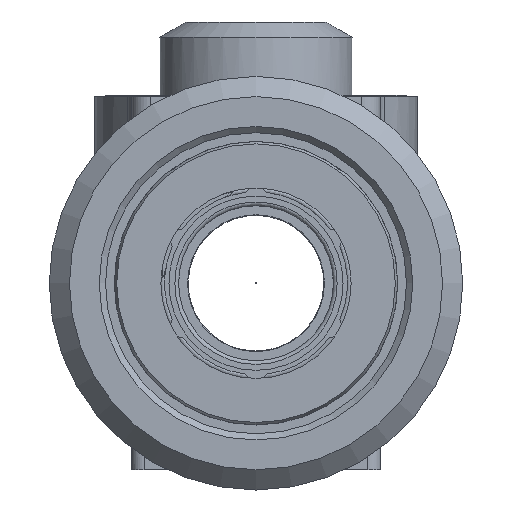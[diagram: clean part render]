
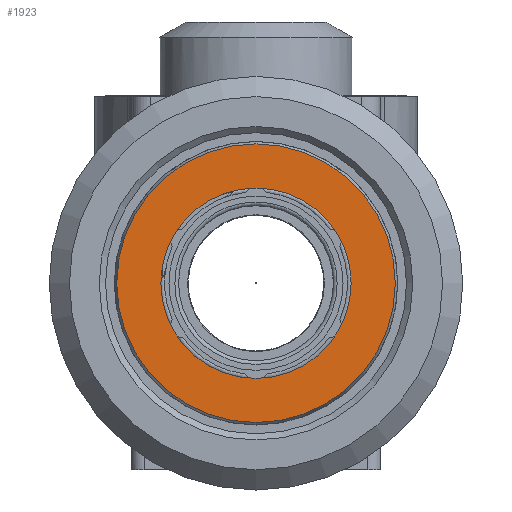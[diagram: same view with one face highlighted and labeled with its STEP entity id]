
A CAD part, front view. The second image highlights one B-rep face of the part: STEP entity #1923.
In plain terms, the highlighted face is planar.
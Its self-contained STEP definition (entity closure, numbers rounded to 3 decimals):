
#1923 = ADVANCED_FACE( '', ( #4030, #4031 ), #4032, .T. );
#4030 = FACE_BOUND( '', #12046, .T. );
#4031 = FACE_OUTER_BOUND( '', #12047, .T. );
#4032 = PLANE( '', #12048 );
#12046 = EDGE_LOOP( '', ( #16551 ) );
#12047 = EDGE_LOOP( '', ( #16552 ) );
#12048 = AXIS2_PLACEMENT_3D( '', #16553, #16554, #16555 );
#16551 = ORIENTED_EDGE( '', *, *, #19502, .F. );
#16552 = ORIENTED_EDGE( '', *, *, #19272, .T. );
#16553 = CARTESIAN_POINT( '', ( 11.334, -11.334, 0. ) );
#16554 = DIRECTION( '', ( 0., 0., -1. ) );
#16555 = DIRECTION( '', ( -1., 0., 0. ) );
#19272 = EDGE_CURVE( '', #21662, #21662, #21663, .F. );
#19502 = EDGE_CURVE( '', #21947, #21947, #21948, .F. );
#21662 = VERTEX_POINT( '', #26735 );
#21663 = CIRCLE( '', #26736, 11.2 );
#21947 = VERTEX_POINT( '', #27316 );
#21948 = CIRCLE( '', #27317, 7.65 );
#26735 = CARTESIAN_POINT( '', ( 11.2, 0., 0. ) );
#26736 = AXIS2_PLACEMENT_3D( '', #28858, #28859, #28860 );
#27316 = CARTESIAN_POINT( '', ( 0., -7.65, 0. ) );
#27317 = AXIS2_PLACEMENT_3D( '', #29047, #29048, #29049 );
#28858 = CARTESIAN_POINT( '', ( 0., 0., 0. ) );
#28859 = DIRECTION( '', ( 0., 0., 1. ) );
#28860 = DIRECTION( '', ( 0., -1., 0. ) );
#29047 = CARTESIAN_POINT( '', ( 0., 0., 0. ) );
#29048 = DIRECTION( '', ( 0., 0., 1. ) );
#29049 = DIRECTION( '', ( 0., -1., 0. ) );
